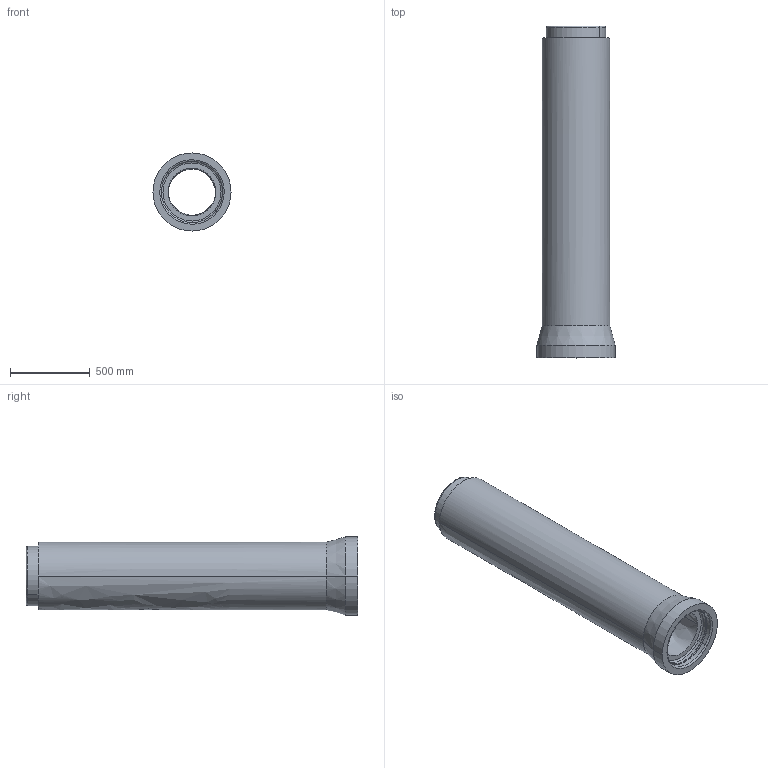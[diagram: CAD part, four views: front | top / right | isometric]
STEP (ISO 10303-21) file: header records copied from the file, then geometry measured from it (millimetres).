
FILE_DESCRIPTION (( 'STEP AP203' ), '1' );
FILE_NAME ('Rudus 1203202 EK-putki 300x2000.step', '2020-02-28T06:07:31', ( '' ), ( '' ), 'SwSTEP 2.0', 'SolidWorks 2019', '' );
FILE_SCHEMA (( 'CONFIG_CONTROL_DESIGN' ));
Length unit declared in the file: millimetre
Products named in the file (2): Rudus 1203202 EK-putki 300x2000; EK-osa-putkirunko
Assembly tree (1 placements, depth 2):
  Rudus 1203202 EK-putki 300x2000
    EK-osa-putkirunko
Bounding box: 490 x 2080 x 490 mm (x, y, z)
Volume: 149528811.6 mm3; surface area: 4970576.8 mm2
Topology: 1 solids, 1 shells, 109 faces, 364 edges, 268 vertices
Faces by surface type: bspline 55, plane 32, cylinder 12, torus 6, cone 4
Entity records: 23487 total; most frequent: CARTESIAN_POINT 20593, ORIENTED_EDGE 728, EDGE_CURVE 364, DIRECTION 340, VERTEX_POINT 268, B_SPLINE_CURVE_WITH_KNOTS 242, AXIS2_PLACEMENT_3D 160, EDGE_LOOP 122
